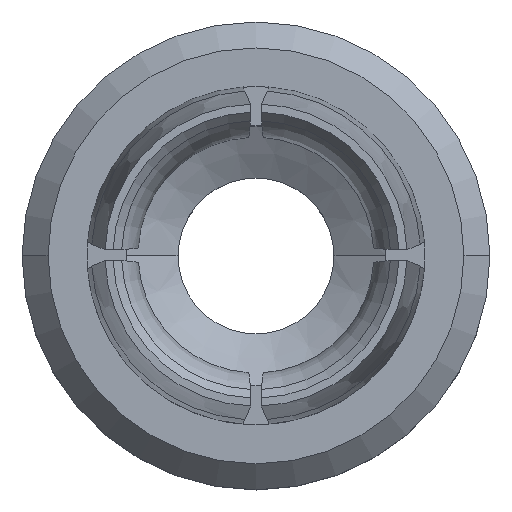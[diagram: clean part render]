
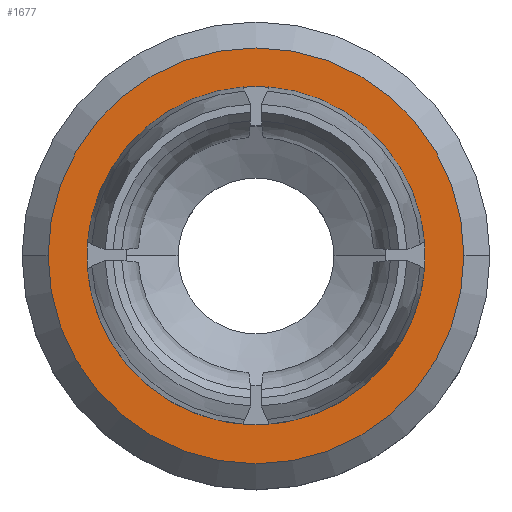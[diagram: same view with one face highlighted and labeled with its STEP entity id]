
A CAD part, top view. The second image highlights one B-rep face of the part: STEP entity #1677.
In plain terms, the highlighted planar face has unit normal (0, 0, 1).
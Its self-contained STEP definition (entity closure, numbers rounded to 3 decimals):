
#241=CARTESIAN_POINT('',(0.,0.,9.417));
#242=DIRECTION('',(0.,0.,1.));
#243=DIRECTION('',(1.,0.,0.));
#244=AXIS2_PLACEMENT_3D('',#241,#242,#243);
#254=CARTESIAN_POINT('',(0.,0.,9.417));
#255=DIRECTION('',(0.,0.,-1.));
#256=DIRECTION('',(1.,0.,0.));
#257=AXIS2_PLACEMENT_3D('',#254,#255,#256);
#259=CARTESIAN_POINT('',(0.,0.,9.417));
#260=DIRECTION('',(0.,0.,-1.));
#261=DIRECTION('',(1.,0.,0.));
#262=AXIS2_PLACEMENT_3D('',#259,#260,#261);
#264=CARTESIAN_POINT('',(0.,0.,9.417));
#265=DIRECTION('',(0.,0.,1.));
#266=DIRECTION('',(1.,0.,0.));
#267=AXIS2_PLACEMENT_3D('',#264,#265,#266);
#1150=CARTESIAN_POINT('',(8.,0.,9.417));
#1152=VERTEX_POINT('',#1150);
#1180=CARTESIAN_POINT('',(-8.,0.,9.417));
#1182=VERTEX_POINT('',#1180);
#1198=CARTESIAN_POINT('',(6.5,0.,9.417));
#1199=CARTESIAN_POINT('',(-6.5,0.,9.417));
#1200=VERTEX_POINT('',#1198);
#1201=VERTEX_POINT('',#1199);
#1662=CARTESIAN_POINT('',(0.,0.,9.417));
#1663=DIRECTION('',(0.,0.,1.));
#1664=DIRECTION('',(-1.,0.,0.));
#1665=AXIS2_PLACEMENT_3D('',#1662,#1663,#1664);
#1666=PLANE('',#1665);
#1667=ORIENTED_EDGE('',*,*,#1641,.F.);
#1668=ORIENTED_EDGE('',*,*,#1657,.T.);
#1669=EDGE_LOOP('',(#1667,#1668));
#1670=FACE_OUTER_BOUND('',#1669,.F.);
#1672=ORIENTED_EDGE('',*,*,#1671,.F.);
#1674=ORIENTED_EDGE('',*,*,#1673,.T.);
#1675=EDGE_LOOP('',(#1672,#1674));
#1676=FACE_BOUND('',#1675,.F.);
#1677=ADVANCED_FACE('',(#1670,#1676),#1666,.T.);
#245=CIRCLE('',#244,8.);
#258=CIRCLE('',#257,8.);
#263=CIRCLE('',#262,6.5);
#268=CIRCLE('',#267,6.5);
#1641=EDGE_CURVE('',#1152,#1182,#245,.T.);
#1657=EDGE_CURVE('',#1152,#1182,#258,.T.);
#1671=EDGE_CURVE('',#1200,#1201,#263,.T.);
#1673=EDGE_CURVE('',#1200,#1201,#268,.T.);
